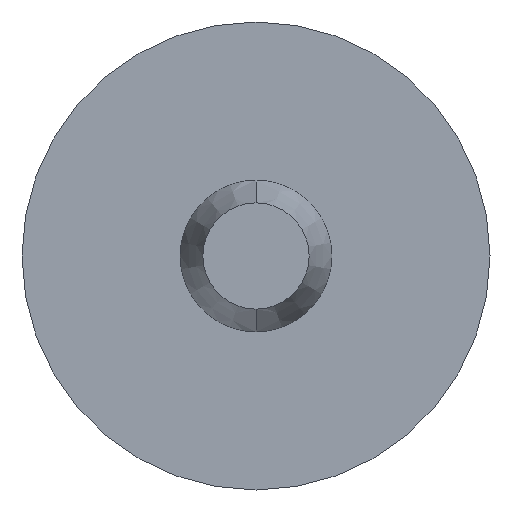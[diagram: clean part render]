
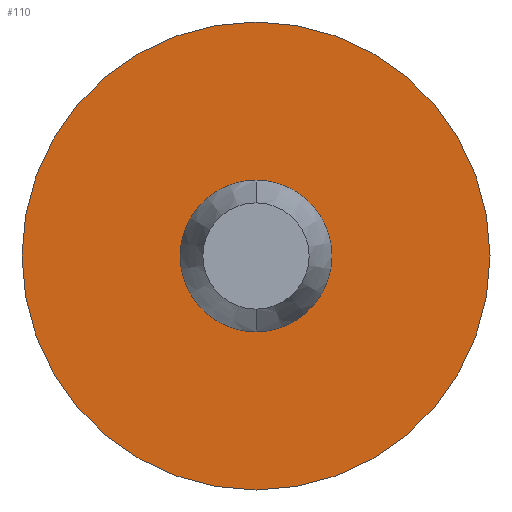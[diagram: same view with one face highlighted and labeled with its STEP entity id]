
A CAD part, front view. The second image highlights one B-rep face of the part: STEP entity #110.
In plain terms, the highlighted planar face has unit normal (0, -1, 0).
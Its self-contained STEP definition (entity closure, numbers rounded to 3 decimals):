
#1 = CIRCLE ( 'NONE', #146, 2.5 ) ;
#6 = CIRCLE ( 'NONE', #17, 9.25 ) ;
#10 = AXIS2_PLACEMENT_3D ( 'NONE', #170, #172, #173 ) ;
#17 = AXIS2_PLACEMENT_3D ( 'NONE', #124, #123, #122 ) ;
#66 = CARTESIAN_POINT ( 'NONE',  ( 0., -1., -2.5 ) ) ;
#74 = CARTESIAN_POINT ( 'NONE',  ( 0., -1., 2.5 ) ) ;
#78 = CARTESIAN_POINT ( 'NONE',  ( 0., -1., 9.25 ) ) ;
#94 = CARTESIAN_POINT ( 'NONE',  ( 0., -1., -9.25 ) ) ;
#110 = ADVANCED_FACE ( 'NONE', ( #346, #347 ), #348, .T. ) ;
#114 = AXIS2_PLACEMENT_3D ( 'NONE', #142, #140, #139 ) ;
#122 = DIRECTION ( 'NONE',  ( 0., 0., 1. ) ) ;
#123 = DIRECTION ( 'NONE',  ( 0., 1., 0. ) ) ;
#124 = CARTESIAN_POINT ( 'NONE',  ( 0., -1., 0. ) ) ;
#139 = DIRECTION ( 'NONE',  ( 0., 0., -1. ) ) ;
#140 = DIRECTION ( 'NONE',  ( 0., 1., 0. ) ) ;
#142 = CARTESIAN_POINT ( 'NONE',  ( 0., -1., 0. ) ) ;
#146 = AXIS2_PLACEMENT_3D ( 'NONE', #175, #155, #169 ) ;
#155 = DIRECTION ( 'NONE',  ( 0., 1., 0. ) ) ;
#169 = DIRECTION ( 'NONE',  ( 0., 0., -1. ) ) ;
#170 = CARTESIAN_POINT ( 'NONE',  ( 0., -1., 0. ) ) ;
#172 = DIRECTION ( 'NONE',  ( 0., 1., 0. ) ) ;
#173 = DIRECTION ( 'NONE',  ( 0., 0., 1. ) ) ;
#175 = CARTESIAN_POINT ( 'NONE',  ( 0., -1., 0. ) ) ;
#188 = EDGE_CURVE ( 'NONE', #305, #313, #1, .T. ) ;
#189 = EDGE_CURVE ( 'NONE', #256, #295, #376, .T. ) ;
#202 = EDGE_CURVE ( 'NONE', #313, #305, #237, .T. ) ;
#215 = EDGE_CURVE ( 'NONE', #295, #256, #6, .T. ) ;
#218 = EDGE_LOOP ( 'NONE', ( #268, #270 ) ) ;
#226 = EDGE_LOOP ( 'NONE', ( #271, #272 ) ) ;
#237 = CIRCLE ( 'NONE', #114, 2.5 ) ;
#256 = VERTEX_POINT ( 'NONE', #94 ) ;
#268 = ORIENTED_EDGE ( 'NONE', *, *, #202, .T. ) ;
#270 = ORIENTED_EDGE ( 'NONE', *, *, #188, .T. ) ;
#271 = ORIENTED_EDGE ( 'NONE', *, *, #215, .F. ) ;
#272 = ORIENTED_EDGE ( 'NONE', *, *, #189, .F. ) ;
#295 = VERTEX_POINT ( 'NONE', #78 ) ;
#305 = VERTEX_POINT ( 'NONE', #74 ) ;
#313 = VERTEX_POINT ( 'NONE', #66 ) ;
#346 = FACE_BOUND ( 'NONE', #218, .T. ) ;
#347 = FACE_OUTER_BOUND ( 'NONE', #226, .T. ) ;
#348 = PLANE ( 'NONE',  #389 ) ;
#349 = CARTESIAN_POINT ( 'NONE',  ( -9.25, -1., 0. ) ) ;
#350 = DIRECTION ( 'NONE',  ( 0., -1., 0. ) ) ;
#351 = DIRECTION ( 'NONE',  ( 0., 0., -1. ) ) ;
#376 = CIRCLE ( 'NONE', #10, 9.25 ) ;
#389 = AXIS2_PLACEMENT_3D ( 'NONE', #349, #350, #351 ) ;
